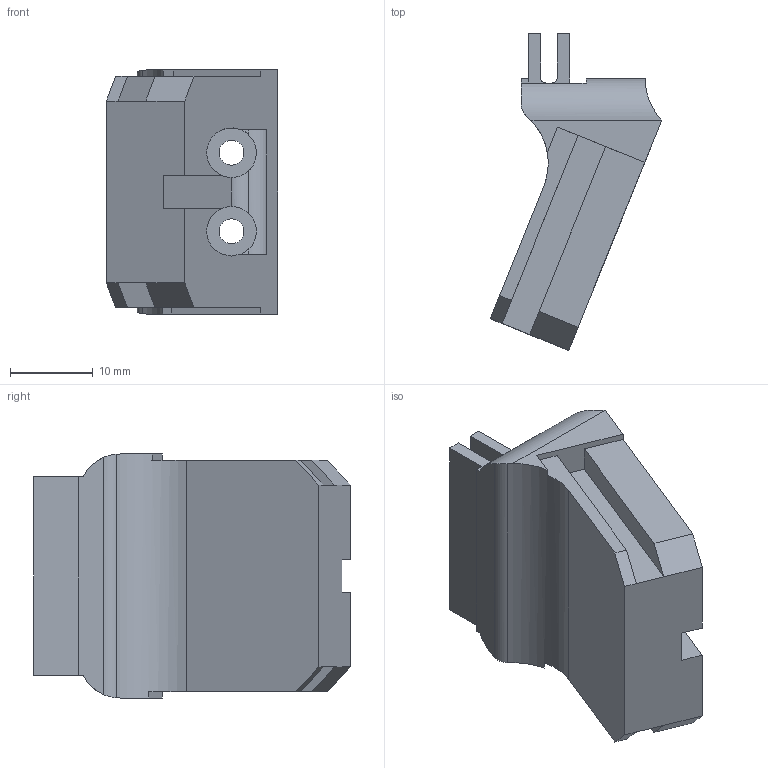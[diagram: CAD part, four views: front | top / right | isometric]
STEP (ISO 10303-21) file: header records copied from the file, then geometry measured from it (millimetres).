
FILE_DESCRIPTION(/* description */ (''),/* implementation_level */ '2;1');
FILE_NAME(/* name */ 'REVISED - 22degree go pro mount.stp',/* time_stamp */ '2021-03-18T18:23:43-04:00',/* author */ ('dkiiv'),/* organization */ (''),/* preprocessor_version */ 'ST-DEVELOPER v18',/* originating_system */ 'Autodesk Inventor 2020',/* authorisation */ '');
FILE_SCHEMA (('AUTOMOTIVE_DESIGN { 1 0 10303 214 3 1 1 }'));
Length unit declared in the file: millimetre
Products named in the file (1): bottomclip
Bounding box: 20.72 x 38.29 x 29.5 mm (x, y, z)
Volume: 9133.4 mm3; surface area: 4637 mm2
Topology: 1 solids, 1 shells, 61 faces, 174 edges, 116 vertices
Faces by surface type: plane 46, cylinder 15
Full cylindrical faces by diameter (mm): 3 x2, 6 x2
Entity records: 2125 total; most frequent: CARTESIAN_POINT 472, ORIENTED_EDGE 348, DIRECTION 318, EDGE_CURVE 174, LINE 130, VECTOR 130, VERTEX_POINT 116, AXIS2_PLACEMENT_3D 94
